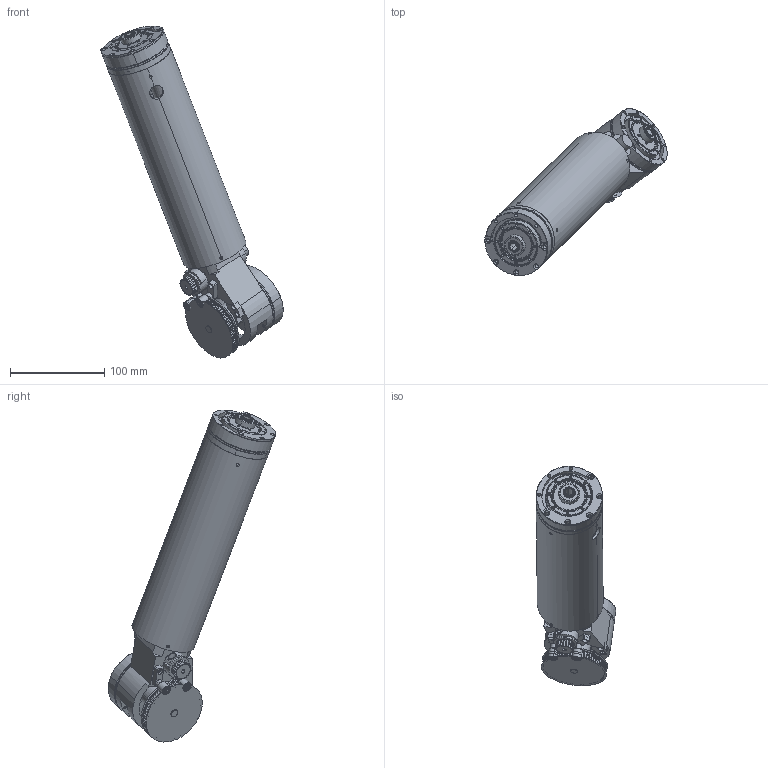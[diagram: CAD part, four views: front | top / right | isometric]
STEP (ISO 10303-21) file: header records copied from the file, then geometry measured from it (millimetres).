
FILE_DESCRIPTION (( 'STEP AP203' ), '1' );
FILE_NAME ('J3.STEP', '2016-03-29T03:01:50', ( '' ), ( '' ), 'SwSTEP 2.0', 'SolidWorks 2013', '' );
FILE_SCHEMA (( 'CONFIG_CONTROL_DESIGN' ));
Length unit declared in the file: millimetre
Products named in the file (28): 693ZZ; RT21-1401A; SHD-14-WG; RT21-1214A; RT21-1402A; SHD-14; RT21-1412A; RT21-1403A; Motor 2642; RT21-1301A; 698ZZ; RT21-1410A; 6900ZZ; RT21-1302A; RT21-A1401; RT21-1411A; KHK-SSY1-12A_GEAHS1.0-12-12-6; RT21-1303A; J3; RT21-1211A; KHK-SSY1-24A_GEABS1.0-24; SHD-14-CS; RT21-1213A; RT21-1308A; SHD-14-FS; RT21-1212A; RT21-1305A; SHD-14-FS-Output
Assembly tree (37 placements, depth 4):
  J3
    RT21-1301A
    RT21-1302A
    RT21-1303A
    SHD-14
      SHD-14-CS
      SHD-14-FS
      SHD-14-FS-Output
      SHD-14-WG
    Motor 2642
    6900ZZ  x2
    KHK-SSY1-12A_GEAHS1.0-12-12-6
    KHK-SSY1-24A_GEABS1.0-24
    RT21-1308A
    RT21-1305A
    RT21-A1401
      RT21-1401A
      RT21-1402A
      Motor 2642
      RT21-1403A
      SHD-14
        SHD-14-CS
        SHD-14-FS
        SHD-14-FS-Output
        SHD-14-WG
      RT21-1410A
      RT21-1411A
      RT21-1211A  x2
      RT21-1213A  x2
      RT21-1212A  x2
      693ZZ  x4
      RT21-1214A
      RT21-1412A
      698ZZ  x2
Bounding box: 193.05 x 177.19 x 351.53 mm (x, y, z)
Volume: 538104.4 mm3; surface area: 281469.5 mm2
Topology: 42 solids, 42 shells, 1795 faces, 4443 edges, 2766 vertices
Faces by surface type: cylinder 975, plane 371, cone 299, torus 148, bspline 2
Entity records: 46938 total; most frequent: CARTESIAN_POINT 9922, DIRECTION 7611, ORIENTED_EDGE 6738, EDGE_CURVE 3369, AXIS2_PLACEMENT_3D 3127, VERTEX_POINT 2171, CIRCLE 1755, EDGE_LOOP 1658
